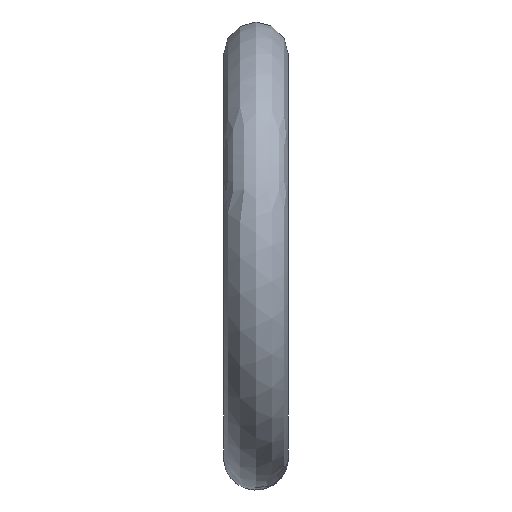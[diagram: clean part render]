
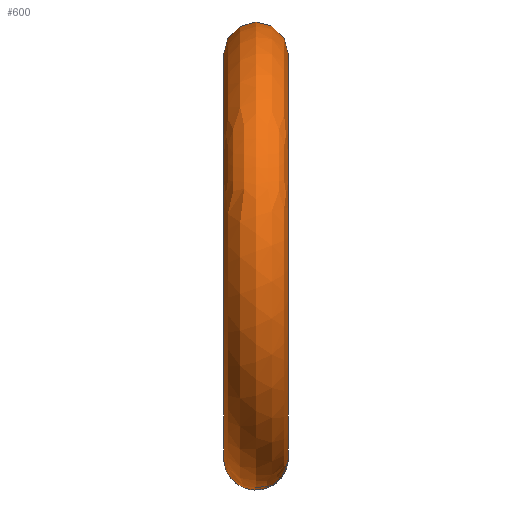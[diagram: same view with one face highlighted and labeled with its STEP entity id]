
A CAD part, front view. The second image highlights one B-rep face of the part: STEP entity #600.
In plain terms, the highlighted free-form (B-spline) face has degree [2, 2] with [5, 5] control points.
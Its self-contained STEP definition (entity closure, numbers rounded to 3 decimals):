
#277 = VERTEX_POINT('',#278);
#278 = CARTESIAN_POINT('',(1.998,9.545,8.054)
  );
#284 = VERTEX_POINT('',#285);
#285 = CARTESIAN_POINT('',(-1.998,9.545,8.054
    ));
#312 = EDGE_CURVE('',#284,#313,#315,.T.);
#313 = VERTEX_POINT('',#314);
#314 = CARTESIAN_POINT('',(-1.998,0.,
    -12.489));
#315 = ( BOUNDED_CURVE() B_SPLINE_CURVE(2,(#316,#317,#318,#319,#320),
.UNSPECIFIED.,.F.,.F.) B_SPLINE_CURVE_WITH_KNOTS((3,2,3),(5.413
,7.419,9.425),.PIECEWISE_BEZIER_KNOTS.) CURVE() 
GEOMETRIC_REPRESENTATION_ITEM() RATIONAL_B_SPLINE_CURVE((1.,
0.538,1.,0.538,1.)) REPRESENTATION_ITEM('') );
#316 = CARTESIAN_POINT('',(-1.998,9.545,8.054
    ));
#317 = CARTESIAN_POINT('',(-1.998,-3.078,
    23.015));
#318 = CARTESIAN_POINT('',(-1.998,-11.326,
    5.263));
#319 = CARTESIAN_POINT('',(-1.998,-19.575,
    -12.489));
#320 = CARTESIAN_POINT('',(-1.998,0.,
    -12.489));
#323 = EDGE_CURVE('',#277,#324,#326,.T.);
#324 = VERTEX_POINT('',#325);
#325 = CARTESIAN_POINT('',(1.998,0.,
    -12.489));
#326 = ( BOUNDED_CURVE() B_SPLINE_CURVE(2,(#327,#328,#329,#330,#331),
.UNSPECIFIED.,.F.,.F.) B_SPLINE_CURVE_WITH_KNOTS((3,2,3),(5.413
,7.419,9.425),.PIECEWISE_BEZIER_KNOTS.) CURVE() 
GEOMETRIC_REPRESENTATION_ITEM() RATIONAL_B_SPLINE_CURVE((1.,
0.538,1.,0.538,1.)) REPRESENTATION_ITEM('') );
#327 = CARTESIAN_POINT('',(1.998,9.545,8.054)
  );
#328 = CARTESIAN_POINT('',(1.998,-3.078,
    23.015));
#329 = CARTESIAN_POINT('',(1.998,-11.326,5.263
    ));
#330 = CARTESIAN_POINT('',(1.998,-19.575,
    -12.489));
#331 = CARTESIAN_POINT('',(1.998,0.,
    -12.489));
#581 = EDGE_CURVE('',#277,#284,#582,.T.);
#582 = ( BOUNDED_CURVE() B_SPLINE_CURVE(2,(#583,#584,#585,#586,#587),
.UNSPECIFIED.,.F.,.F.) B_SPLINE_CURVE_WITH_KNOTS((3,2,3),(4.712
,6.283,7.854),.PIECEWISE_BEZIER_KNOTS.) CURVE() 
GEOMETRIC_REPRESENTATION_ITEM() RATIONAL_B_SPLINE_CURVE((1.,
0.707,1.,0.707,1.)) REPRESENTATION_ITEM('') );
#583 = CARTESIAN_POINT('',(1.998,9.545,8.054)
  );
#584 = CARTESIAN_POINT('',(1.998,11.073,9.343
    ));
#585 = CARTESIAN_POINT('',(0.,11.073,
    9.343));
#586 = CARTESIAN_POINT('',(-1.998,11.073,
    9.343));
#587 = CARTESIAN_POINT('',(-1.998,9.545,8.054
    ));
#600 = ADVANCED_FACE('',(#601),#614,.T.);
#601 = FACE_BOUND('',#602,.T.);
#602 = EDGE_LOOP('',(#603,#604,#605,#606));
#603 = ORIENTED_EDGE('',*,*,#323,.F.);
#604 = ORIENTED_EDGE('',*,*,#581,.T.);
#605 = ORIENTED_EDGE('',*,*,#312,.T.);
#606 = ORIENTED_EDGE('',*,*,#607,.T.);
#607 = EDGE_CURVE('',#313,#324,#608,.T.);
#608 = ( BOUNDED_CURVE() B_SPLINE_CURVE(2,(#609,#610,#611,#612,#613),
.UNSPECIFIED.,.F.,.F.) B_SPLINE_CURVE_WITH_KNOTS((3,2,3),(4.712
,6.283,7.854),.PIECEWISE_BEZIER_KNOTS.) CURVE() 
GEOMETRIC_REPRESENTATION_ITEM() RATIONAL_B_SPLINE_CURVE((1.,
0.707,1.,0.707,1.)) REPRESENTATION_ITEM('') );
#609 = CARTESIAN_POINT('',(-1.998,0.,
    -12.489));
#610 = CARTESIAN_POINT('',(-1.998,0.,
    -14.488));
#611 = CARTESIAN_POINT('',(0.,0.,
    -14.488));
#612 = CARTESIAN_POINT('',(1.998,0.,
    -14.488));
#613 = CARTESIAN_POINT('',(1.998,0.,
    -12.489));
#614 = ( BOUNDED_SURFACE() B_SPLINE_SURFACE(2,2,(
    (#615,#616,#617,#618,#619)
    ,(#620,#621,#622,#623,#624)
    ,(#625,#626,#627,#628,#629)
    ,(#630,#631,#632,#633,#634)
    ,(#635,#636,#637,#638,#639
)),.UNSPECIFIED.,.F.,.F.,.F.) B_SPLINE_SURFACE_WITH_KNOTS((3,2,3),(3,2,3
    ),(0.,2.006,4.012),(-1.571,
    0.,1.571),.UNSPECIFIED.) 
GEOMETRIC_REPRESENTATION_ITEM() RATIONAL_B_SPLINE_SURFACE((
    (1.,0.707,1.,0.707,1.)
    ,(0.538,0.38,0.538,0.38
      ,0.538)
    ,(1.,0.707,1.,0.707,1.)
    ,(0.538,0.38,0.538,0.38
      ,0.538)
,(1.,0.707,1.,0.707,1.
))) REPRESENTATION_ITEM('') SURFACE() );
#615 = CARTESIAN_POINT('',(-1.998,9.545,8.054
    ));
#616 = CARTESIAN_POINT('',(-1.998,11.073,
    9.343));
#617 = CARTESIAN_POINT('',(0.,11.073,
    9.343));
#618 = CARTESIAN_POINT('',(1.998,11.073,9.343
    ));
#619 = CARTESIAN_POINT('',(1.998,9.545,8.054)
  );
#620 = CARTESIAN_POINT('',(-1.998,-3.078,
    23.015));
#621 = CARTESIAN_POINT('',(-1.998,-3.57,
    26.697));
#622 = CARTESIAN_POINT('',(0.,-3.57,
    26.697));
#623 = CARTESIAN_POINT('',(1.998,-3.57,
    26.697));
#624 = CARTESIAN_POINT('',(1.998,-3.078,
    23.015));
#625 = CARTESIAN_POINT('',(-1.998,-11.326,
    5.263));
#626 = CARTESIAN_POINT('',(-1.998,-13.138,
    6.105));
#627 = CARTESIAN_POINT('',(0.,-13.138,
    6.105));
#628 = CARTESIAN_POINT('',(1.998,-13.138,6.105
    ));
#629 = CARTESIAN_POINT('',(1.998,-11.326,5.263
    ));
#630 = CARTESIAN_POINT('',(-1.998,-19.575,
    -12.489));
#631 = CARTESIAN_POINT('',(-1.998,-22.707,
    -14.488));
#632 = CARTESIAN_POINT('',(0.,-22.707,
    -14.488));
#633 = CARTESIAN_POINT('',(1.998,-22.707,
    -14.488));
#634 = CARTESIAN_POINT('',(1.998,-19.575,
    -12.489));
#635 = CARTESIAN_POINT('',(-1.998,0.,
    -12.489));
#636 = CARTESIAN_POINT('',(-1.998,0.,
    -14.488));
#637 = CARTESIAN_POINT('',(0.,0.,
    -14.488));
#638 = CARTESIAN_POINT('',(1.998,0.,
    -14.488));
#639 = CARTESIAN_POINT('',(1.998,0.,
    -12.489));
